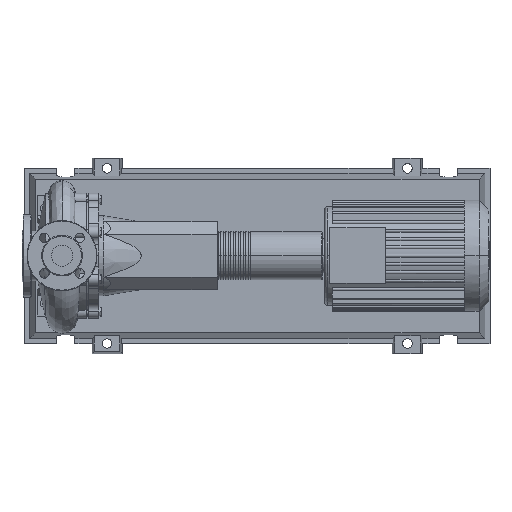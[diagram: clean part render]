
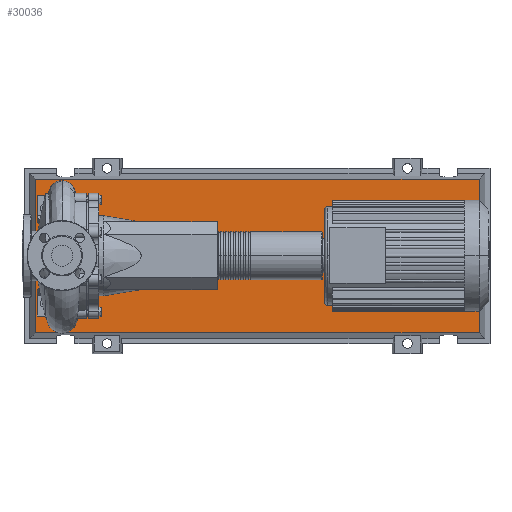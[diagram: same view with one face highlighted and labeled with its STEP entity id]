
A CAD part, top view. The second image highlights one B-rep face of the part: STEP entity #30036.
In plain terms, the highlighted planar face has unit normal (0, 0, 1).
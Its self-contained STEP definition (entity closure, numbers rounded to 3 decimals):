
#29717=CARTESIAN_POINT('',(833.292,-153.292,83.0));
#29718=VERTEX_POINT('',#29717);
#29725=CARTESIAN_POINT('',(-53.292,-153.292,83.0));
#29726=VERTEX_POINT('',#29725);
#29727=CARTESIAN_POINT('',(833.292,-153.292,83.0));
#29728=DIRECTION('',(-1.0,0.0,0.0));
#29729=VECTOR('',#29728,886.584);
#29730=LINE('',#29727,#29729);
#29731=EDGE_CURVE('',#29718,#29726,#29730,.T.);
#29949=CARTESIAN_POINT('',(833.292,153.292,83.0));
#29950=VERTEX_POINT('',#29949);
#29951=CARTESIAN_POINT('',(833.292,153.292,83.0));
#29952=DIRECTION('',(0.0,-1.0,0.0));
#29953=VECTOR('',#29952,306.584);
#29954=LINE('',#29951,#29953);
#29955=EDGE_CURVE('',#29950,#29718,#29954,.T.);
#29973=CARTESIAN_POINT('',(-53.292,153.292,83.0));
#29974=VERTEX_POINT('',#29973);
#29975=CARTESIAN_POINT('',(-53.292,-153.292,83.0));
#29976=DIRECTION('',(0.0,1.0,0.0));
#29977=VECTOR('',#29976,306.584);
#29978=LINE('',#29975,#29977);
#29979=EDGE_CURVE('',#29726,#29974,#29978,.T.);
#30012=CARTESIAN_POINT('',(-53.292,153.292,83.0));
#30013=DIRECTION('',(1.0,0.0,0.0));
#30014=VECTOR('',#30013,886.584);
#30015=LINE('',#30012,#30014);
#30016=EDGE_CURVE('',#29974,#29950,#30015,.T.);
#30025=CARTESIAN_POINT('',(390.,0.,83.0));
#30026=DIRECTION('',(0.0,0.0,1.0));
#30027=DIRECTION('',(1.0,0.0,0.0));
#30028=AXIS2_PLACEMENT_3D('',#30025,#30026,#30027);
#30029=PLANE('',#30028);
#30030=ORIENTED_EDGE('',*,*,#29955,.F.);
#30031=ORIENTED_EDGE('',*,*,#30016,.F.);
#30032=ORIENTED_EDGE('',*,*,#29979,.F.);
#30033=ORIENTED_EDGE('',*,*,#29731,.F.);
#30034=EDGE_LOOP('',(#30030,#30031,#30032,#30033));
#30035=FACE_OUTER_BOUND('',#30034,.T.);
#30036=ADVANCED_FACE('',(#30035),#30029,.T.);
